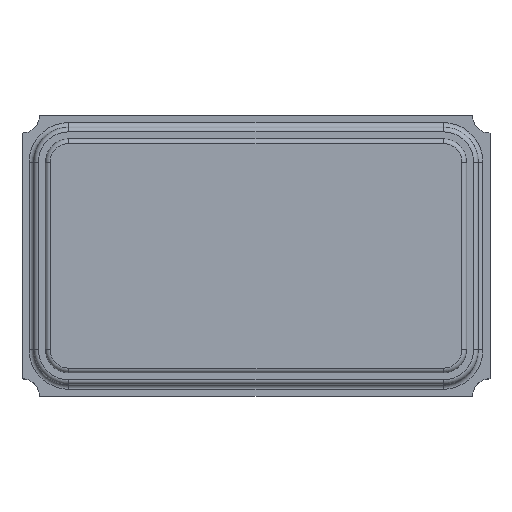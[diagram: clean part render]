
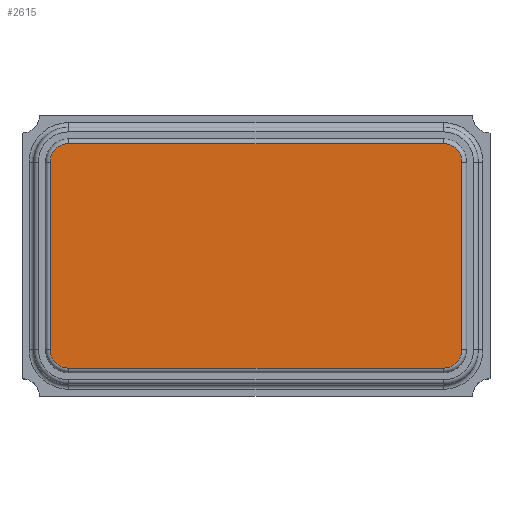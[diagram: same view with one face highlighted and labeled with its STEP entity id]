
A CAD part, top view. The second image highlights one B-rep face of the part: STEP entity #2615.
In plain terms, the highlighted planar face has unit normal (0, 0, 1).
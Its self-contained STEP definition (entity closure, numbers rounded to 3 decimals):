
#36 = PLANE ( 'NONE',  #1436 ) ;
#114 = ORIENTED_EDGE ( 'NONE', *, *, #3032, .T. ) ;
#152 = CARTESIAN_POINT ( 'NONE',  ( 0., 0., 0.5 ) ) ;
#227 = DIRECTION ( 'NONE',  ( 1., 0., 0. ) ) ;
#373 = DIRECTION ( 'NONE',  ( 0., 0., 1. ) ) ;
#524 = LINE ( 'NONE', #3415, #4116 ) ;
#784 = EDGE_CURVE ( 'NONE', #1510, #943, #836, .T. ) ;
#831 = CARTESIAN_POINT ( 'NONE',  ( 0.8, 0.4, 0.5 ) ) ;
#836 = CIRCLE ( 'NONE', #3073, 0.08 ) ;
#852 = AXIS2_PLACEMENT_3D ( 'NONE', #2730, #373, #4699 ) ;
#943 = VERTEX_POINT ( 'NONE', #1408 ) ;
#995 = AXIS2_PLACEMENT_3D ( 'NONE', #1168, #6101, #227 ) ;
#1025 = VECTOR ( 'NONE', #5400, 1000. ) ;
#1067 = LINE ( 'NONE', #2469, #1025 ) ;
#1165 = CARTESIAN_POINT ( 'NONE',  ( -0.88, -0.4, 0.5 ) ) ;
#1168 = CARTESIAN_POINT ( 'NONE',  ( -0.8, 0.4, 0.5 ) ) ;
#1243 = VECTOR ( 'NONE', #4841, 1000. ) ;
#1301 = LINE ( 'NONE', #3251, #1533 ) ;
#1374 = CARTESIAN_POINT ( 'NONE',  ( -0.8, -0.48, 0.5 ) ) ;
#1408 = CARTESIAN_POINT ( 'NONE',  ( 0.88, -0.4, 0.5 ) ) ;
#1436 = AXIS2_PLACEMENT_3D ( 'NONE', #152, #4081, #3660 ) ;
#1488 = LINE ( 'NONE', #5353, #1243 ) ;
#1510 = VERTEX_POINT ( 'NONE', #3553 ) ;
#1533 = VECTOR ( 'NONE', #5190, 1000. ) ;
#1562 = VERTEX_POINT ( 'NONE', #1374 ) ;
#1593 = VERTEX_POINT ( 'NONE', #3318 ) ;
#1618 = EDGE_CURVE ( 'NONE', #4510, #5113, #1488, .T. ) ;
#1767 = VERTEX_POINT ( 'NONE', #1165 ) ;
#2129 = CIRCLE ( 'NONE', #4820, 0.08 ) ;
#2410 = VERTEX_POINT ( 'NONE', #5163 ) ;
#2469 = CARTESIAN_POINT ( 'NONE',  ( 0.8, -0.48, 0.5 ) ) ;
#2521 = EDGE_CURVE ( 'NONE', #1593, #1767, #1301, .T. ) ;
#2615 = ADVANCED_FACE ( 'NONE', ( #3025 ), #36, .T. ) ;
#2730 = CARTESIAN_POINT ( 'NONE',  ( -0.8, -0.4, 0.5 ) ) ;
#2907 = DIRECTION ( 'NONE',  ( 0., 1., 0. ) ) ;
#3025 = FACE_OUTER_BOUND ( 'NONE', #4720, .T. ) ;
#3032 = EDGE_CURVE ( 'NONE', #2410, #4510, #2129, .T. ) ;
#3073 = AXIS2_PLACEMENT_3D ( 'NONE', #5145, #6043, #4671 ) ;
#3122 = ORIENTED_EDGE ( 'NONE', *, *, #4125, .T. ) ;
#3251 = CARTESIAN_POINT ( 'NONE',  ( -0.88, -0.4, 0.5 ) ) ;
#3318 = CARTESIAN_POINT ( 'NONE',  ( -0.88, 0.4, 0.5 ) ) ;
#3346 = EDGE_CURVE ( 'NONE', #1562, #1510, #1067, .T. ) ;
#3415 = CARTESIAN_POINT ( 'NONE',  ( 0.88, 0.4, 0.5 ) ) ;
#3553 = CARTESIAN_POINT ( 'NONE',  ( 0.8, -0.48, 0.5 ) ) ;
#3660 = DIRECTION ( 'NONE',  ( 1., 0., 0. ) ) ;
#4035 = CARTESIAN_POINT ( 'NONE',  ( -0.8, 0.48, 0.5 ) ) ;
#4081 = DIRECTION ( 'NONE',  ( 0., 0., 1. ) ) ;
#4104 = CARTESIAN_POINT ( 'NONE',  ( 0.8, 0.48, 0.5 ) ) ;
#4116 = VECTOR ( 'NONE', #2907, 1000. ) ;
#4125 = EDGE_CURVE ( 'NONE', #1767, #1562, #4330, .T. ) ;
#4267 = EDGE_CURVE ( 'NONE', #943, #2410, #524, .T. ) ;
#4330 = CIRCLE ( 'NONE', #852, 0.08 ) ;
#4387 = ORIENTED_EDGE ( 'NONE', *, *, #2521, .T. ) ;
#4510 = VERTEX_POINT ( 'NONE', #4104 ) ;
#4587 = DIRECTION ( 'NONE',  ( 1., 0., 0. ) ) ;
#4663 = DIRECTION ( 'NONE',  ( 0., 0., 1. ) ) ;
#4671 = DIRECTION ( 'NONE',  ( 1., 0., 0. ) ) ;
#4699 = DIRECTION ( 'NONE',  ( 1., 0., 0. ) ) ;
#4720 = EDGE_LOOP ( 'NONE', ( #4829, #5840, #5544, #114, #6347, #6163, #4387, #3122 ) ) ;
#4820 = AXIS2_PLACEMENT_3D ( 'NONE', #831, #4663, #4587 ) ;
#4829 = ORIENTED_EDGE ( 'NONE', *, *, #3346, .T. ) ;
#4841 = DIRECTION ( 'NONE',  ( -1., 0., 0. ) ) ;
#4885 = CIRCLE ( 'NONE', #995, 0.08 ) ;
#5113 = VERTEX_POINT ( 'NONE', #4035 ) ;
#5145 = CARTESIAN_POINT ( 'NONE',  ( 0.8, -0.4, 0.5 ) ) ;
#5163 = CARTESIAN_POINT ( 'NONE',  ( 0.88, 0.4, 0.5 ) ) ;
#5190 = DIRECTION ( 'NONE',  ( 0., -1., 0. ) ) ;
#5353 = CARTESIAN_POINT ( 'NONE',  ( -0.8, 0.48, 0.5 ) ) ;
#5400 = DIRECTION ( 'NONE',  ( 1., 0., 0. ) ) ;
#5544 = ORIENTED_EDGE ( 'NONE', *, *, #4267, .T. ) ;
#5840 = ORIENTED_EDGE ( 'NONE', *, *, #784, .T. ) ;
#6043 = DIRECTION ( 'NONE',  ( 0., 0., 1. ) ) ;
#6101 = DIRECTION ( 'NONE',  ( 0., 0., 1. ) ) ;
#6163 = ORIENTED_EDGE ( 'NONE', *, *, #6317, .T. ) ;
#6317 = EDGE_CURVE ( 'NONE', #5113, #1593, #4885, .T. ) ;
#6347 = ORIENTED_EDGE ( 'NONE', *, *, #1618, .T. ) ;
